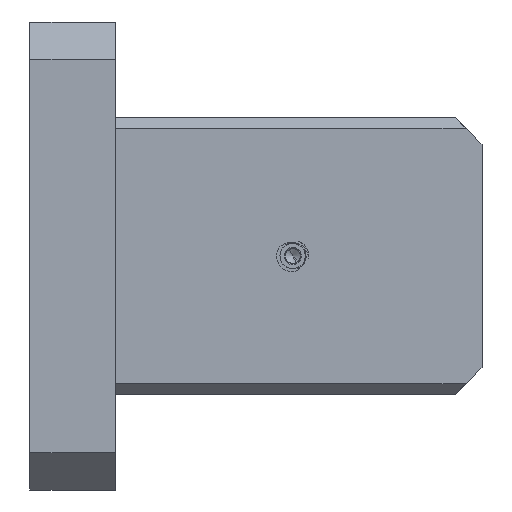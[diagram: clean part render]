
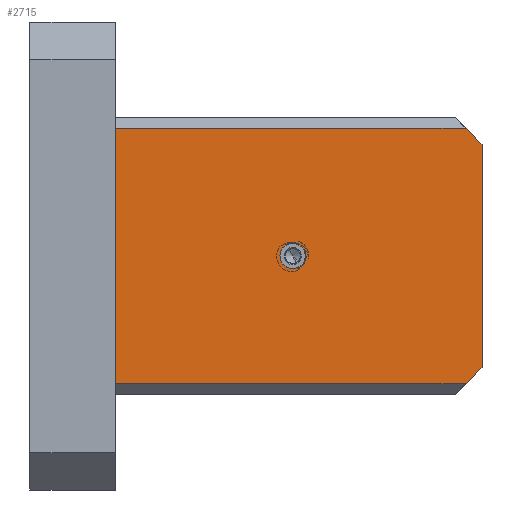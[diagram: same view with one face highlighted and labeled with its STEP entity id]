
A CAD part, front view. The second image highlights one B-rep face of the part: STEP entity #2715.
In plain terms, the highlighted planar face has unit normal (0, -1, 0).
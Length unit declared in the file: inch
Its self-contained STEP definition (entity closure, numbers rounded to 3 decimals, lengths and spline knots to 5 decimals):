
#77 = EDGE_CURVE ( 'NONE', #4500, #1888, #5130, .T. ) ;
#239 = EDGE_LOOP ( 'NONE', ( #515, #4095, #5477, #7375, #6956, #1635 ) ) ;
#243 = VECTOR ( 'NONE', #3330, 39.37008 ) ;
#485 = PLANE ( 'NONE',  #1106 ) ;
#515 = ORIENTED_EDGE ( 'NONE', *, *, #77, .T. ) ;
#903 = LINE ( 'NONE', #8285, #1918 ) ;
#1106 = AXIS2_PLACEMENT_3D ( 'NONE', #1829, #7656, #1146 ) ;
#1124 = CARTESIAN_POINT ( 'NONE',  ( 0.72626, 0.26718, 0.46085 ) ) ;
#1146 = DIRECTION ( 'NONE',  ( 0., 0., -1. ) ) ;
#1391 = DIRECTION ( 'NONE',  ( 1., 0., 0. ) ) ;
#1440 = DIRECTION ( 'NONE',  ( 0., -1., 0. ) ) ;
#1466 = ORIENTED_EDGE ( 'NONE', *, *, #5388, .F. ) ;
#1635 = ORIENTED_EDGE ( 'NONE', *, *, #6821, .T. ) ;
#1659 = DIRECTION ( 'NONE',  ( 0.707, 0., 0.707 ) ) ;
#1829 = CARTESIAN_POINT ( 'NONE',  ( 0.03626, 0.26718, 0.43085 ) ) ;
#1849 = DIRECTION ( 'NONE',  ( 0., 0., -1. ) ) ;
#1888 = VERTEX_POINT ( 'NONE', #4261 ) ;
#1918 = VECTOR ( 'NONE', #6903, 39.37008 ) ;
#1992 = CARTESIAN_POINT ( 'NONE',  ( 0.37026, 0.26718, 0.6943 ) ) ;
#2125 = LINE ( 'NONE', #3512, #8239 ) ;
#2129 = CARTESIAN_POINT ( 'NONE',  ( 0.37026, 0.26718, 0.67085 ) ) ;
#2227 = VECTOR ( 'NONE', #1659, 39.37008 ) ;
#2357 = CARTESIAN_POINT ( 'NONE',  ( 0.03626, 0.26718, 0.43085 ) ) ;
#2449 = VERTEX_POINT ( 'NONE', #6698 ) ;
#2451 = VERTEX_POINT ( 'NONE', #2881 ) ;
#2715 = ADVANCED_FACE ( 'NONE', ( #8229, #8022 ), #485, .T. ) ;
#2881 = CARTESIAN_POINT ( 'NONE',  ( 0.72626, 0.26718, 0.88085 ) ) ;
#3200 = EDGE_CURVE ( 'NONE', #2451, #4082, #7117, .T. ) ;
#3330 = DIRECTION ( 'NONE',  ( 1., 0., 0. ) ) ;
#3383 = VERTEX_POINT ( 'NONE', #3520 ) ;
#3437 = CIRCLE ( 'NONE', #8018, 0.02345 ) ;
#3450 = CIRCLE ( 'NONE', #8455, 0.02345 ) ;
#3482 = VECTOR ( 'NONE', #1849, 39.37008 ) ;
#3512 = CARTESIAN_POINT ( 'NONE',  ( 0.03626, 0.26718, 0.43085 ) ) ;
#3520 = CARTESIAN_POINT ( 'NONE',  ( 0.37026, 0.26718, 0.6474 ) ) ;
#3979 = DIRECTION ( 'NONE',  ( 0., 0., -1. ) ) ;
#4079 = VECTOR ( 'NONE', #1391, 39.37008 ) ;
#4082 = VERTEX_POINT ( 'NONE', #1124 ) ;
#4095 = ORIENTED_EDGE ( 'NONE', *, *, #4984, .T. ) ;
#4261 = CARTESIAN_POINT ( 'NONE',  ( 0.69626, 0.26718, 0.43085 ) ) ;
#4389 = CARTESIAN_POINT ( 'NONE',  ( 0.36626, 0.26718, 0.10085 ) ) ;
#4500 = VERTEX_POINT ( 'NONE', #2357 ) ;
#4692 = EDGE_CURVE ( 'NONE', #2449, #7992, #8254, .T. ) ;
#4702 = DIRECTION ( 'NONE',  ( 0., 0., -1. ) ) ;
#4743 = EDGE_LOOP ( 'NONE', ( #6512, #1466 ) ) ;
#4811 = DIRECTION ( 'NONE',  ( 0., 0., -1. ) ) ;
#4984 = EDGE_CURVE ( 'NONE', #1888, #4082, #7937, .T. ) ;
#5006 = EDGE_CURVE ( 'NONE', #2451, #7992, #903, .T. ) ;
#5130 = LINE ( 'NONE', #7203, #243 ) ;
#5388 = EDGE_CURVE ( 'NONE', #7807, #3383, #3450, .T. ) ;
#5477 = ORIENTED_EDGE ( 'NONE', *, *, #3200, .F. ) ;
#6470 = DIRECTION ( 'NONE',  ( 0., -1., 0. ) ) ;
#6497 = CARTESIAN_POINT ( 'NONE',  ( 0.37026, 0.26718, 0.67085 ) ) ;
#6512 = ORIENTED_EDGE ( 'NONE', *, *, #7154, .F. ) ;
#6698 = CARTESIAN_POINT ( 'NONE',  ( 0.03626, 0.26718, 0.91085 ) ) ;
#6821 = EDGE_CURVE ( 'NONE', #2449, #4500, #2125, .T. ) ;
#6903 = DIRECTION ( 'NONE',  ( -0.707, 0., 0.707 ) ) ;
#6956 = ORIENTED_EDGE ( 'NONE', *, *, #4692, .F. ) ;
#7117 = LINE ( 'NONE', #7824, #3482 ) ;
#7154 = EDGE_CURVE ( 'NONE', #3383, #7807, #3437, .T. ) ;
#7203 = CARTESIAN_POINT ( 'NONE',  ( 0.03626, 0.26718, 0.43085 ) ) ;
#7375 = ORIENTED_EDGE ( 'NONE', *, *, #5006, .T. ) ;
#7656 = DIRECTION ( 'NONE',  ( 0., -1., 0. ) ) ;
#7807 = VERTEX_POINT ( 'NONE', #1992 ) ;
#7824 = CARTESIAN_POINT ( 'NONE',  ( 0.72626, 0.26718, 0.43085 ) ) ;
#7937 = LINE ( 'NONE', #4389, #2227 ) ;
#7992 = VERTEX_POINT ( 'NONE', #8197 ) ;
#8018 = AXIS2_PLACEMENT_3D ( 'NONE', #6497, #6470, #3979 ) ;
#8022 = FACE_OUTER_BOUND ( 'NONE', #239, .T. ) ;
#8197 = CARTESIAN_POINT ( 'NONE',  ( 0.69626, 0.26718, 0.91085 ) ) ;
#8229 = FACE_BOUND ( 'NONE', #4743, .T. ) ;
#8239 = VECTOR ( 'NONE', #4811, 39.37008 ) ;
#8254 = LINE ( 'NONE', #8442, #4079 ) ;
#8285 = CARTESIAN_POINT ( 'NONE',  ( 0.60626, 0.26718, 1.00085 ) ) ;
#8442 = CARTESIAN_POINT ( 'NONE',  ( 0.03626, 0.26718, 0.91085 ) ) ;
#8455 = AXIS2_PLACEMENT_3D ( 'NONE', #2129, #1440, #4702 ) ;
